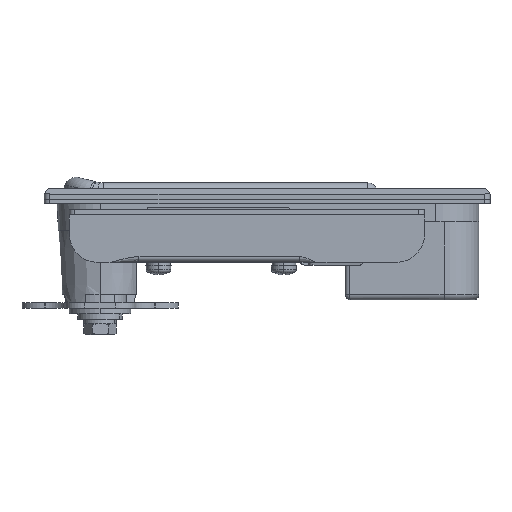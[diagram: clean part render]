
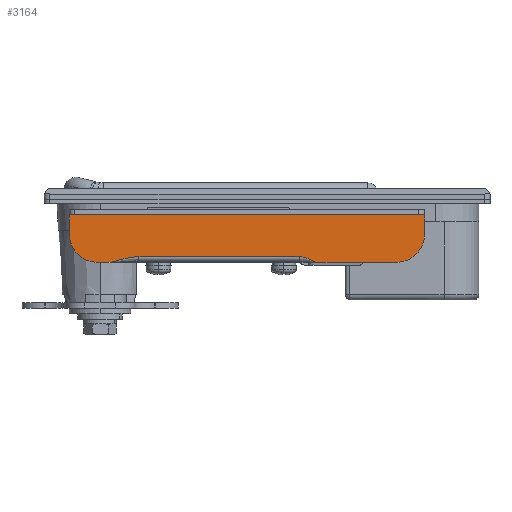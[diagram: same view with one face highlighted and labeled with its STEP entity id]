
A CAD part, left-side view. The second image highlights one B-rep face of the part: STEP entity #3164.
In plain terms, the highlighted planar face has unit normal (-1, 0, 0).
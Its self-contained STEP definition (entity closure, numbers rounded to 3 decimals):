
#238 = DIRECTION ( 'NONE',  ( 0., 0., -1. ) ) ;
#260 = LINE ( 'NONE', #17218, #2054 ) ;
#416 = EDGE_CURVE ( 'NONE', #11469, #16528, #11314, .T. ) ;
#537 = CARTESIAN_POINT ( 'NONE',  ( -18., -95.5, 15. ) ) ;
#684 = DIRECTION ( 'NONE',  ( 0., 0., -1. ) ) ;
#822 = EDGE_CURVE ( 'NONE', #19424, #14359, #260, .T. ) ;
#1096 = EDGE_CURVE ( 'NONE', #1515, #19424, #19358, .T. ) ;
#1229 = CARTESIAN_POINT ( 'NONE',  ( -18., 32., 15. ) ) ;
#1451 = CARTESIAN_POINT ( 'NONE',  ( -18., 32., 8. ) ) ;
#1515 = VERTEX_POINT ( 'NONE', #19960 ) ;
#2054 = VECTOR ( 'NONE', #7294, 1000. ) ;
#2088 = CARTESIAN_POINT ( 'NONE',  ( -18., 32., 15. ) ) ;
#2145 = ORIENTED_EDGE ( 'NONE', *, *, #5381, .T. ) ;
#2813 = CARTESIAN_POINT ( 'NONE',  ( -18., -50.5, 17. ) ) ;
#2982 = ORIENTED_EDGE ( 'NONE', *, *, #1096, .T. ) ;
#3099 = VECTOR ( 'NONE', #238, 1000. ) ;
#3147 = VERTEX_POINT ( 'NONE', #1451 ) ;
#3164 = ADVANCED_FACE ( 'NONE', ( #14992 ), #11141, .F. ) ;
#3660 = DIRECTION ( 'NONE',  ( 0., -1., 0. ) ) ;
#5381 = EDGE_CURVE ( 'NONE', #15231, #8655, #18852, .T. ) ;
#5690 = CARTESIAN_POINT ( 'NONE',  ( -18., -95.5, 0. ) ) ;
#5912 = ORIENTED_EDGE ( 'NONE', *, *, #11657, .T. ) ;
#5914 = EDGE_LOOP ( 'NONE', ( #2145, #11454, #13345, #6717, #2982, #19849, #18660, #6369, #16276, #5912 ) ) ;
#5979 = CARTESIAN_POINT ( 'NONE',  ( -18., -50.5, 0. ) ) ;
#6114 = DIRECTION ( 'NONE',  ( 0., 0., -1. ) ) ;
#6369 = ORIENTED_EDGE ( 'NONE', *, *, #13448, .T. ) ;
#6717 = ORIENTED_EDGE ( 'NONE', *, *, #12241, .T. ) ;
#6885 = B_SPLINE_CURVE_WITH_KNOTS ( 'NONE', 3,
 ( #8599, #12055, #15468, #12131 ),
 .UNSPECIFIED., .F., .F.,
 ( 4, 4 ),
 ( 0.015, 0.025 ),
 .UNSPECIFIED. ) ;
#7294 = DIRECTION ( 'NONE',  ( 0., 1., 0. ) ) ;
#7338 = CARTESIAN_POINT ( 'NONE',  ( -18., 17., -2. ) ) ;
#7664 = CARTESIAN_POINT ( 'NONE',  ( -18., -56.5, -2. ) ) ;
#8530 = CARTESIAN_POINT ( 'NONE',  ( -18., 22., -2. ) ) ;
#8599 = CARTESIAN_POINT ( 'NONE',  ( -18., 17., -2. ) ) ;
#8655 = VERTEX_POINT ( 'NONE', #11064 ) ;
#8994 = DIRECTION ( 'NONE',  ( 0., 0., 1. ) ) ;
#9581 = LINE ( 'NONE', #9943, #18982 ) ;
#9943 = CARTESIAN_POINT ( 'NONE',  ( -18., -95.5, -2. ) ) ;
#9961 = AXIS2_PLACEMENT_3D ( 'NONE', #2813, #17916, #6114 ) ;
#10028 = DIRECTION ( 'NONE',  ( 0., 1., 0. ) ) ;
#10484 = CIRCLE ( 'NONE', #13349, 10. ) ;
#10489 = CARTESIAN_POINT ( 'NONE',  ( -18., -85.5, 8. ) ) ;
#10533 = EDGE_CURVE ( 'NONE', #14359, #3147, #18914, .T. ) ;
#10830 = VERTEX_POINT ( 'NONE', #7664 ) ;
#10991 = EDGE_CURVE ( 'NONE', #8655, #10830, #11708, .T. ) ;
#11064 = CARTESIAN_POINT ( 'NONE',  ( -18., -50.5, 0. ) ) ;
#11141 = PLANE ( 'NONE',  #9961 ) ;
#11314 = LINE ( 'NONE', #19958, #18364 ) ;
#11454 = ORIENTED_EDGE ( 'NONE', *, *, #10991, .T. ) ;
#11469 = VERTEX_POINT ( 'NONE', #8530 ) ;
#11607 = CARTESIAN_POINT ( 'NONE',  ( -18., 7., 0. ) ) ;
#11657 = EDGE_CURVE ( 'NONE', #16528, #15231, #6885, .T. ) ;
#11708 = B_SPLINE_CURVE_WITH_KNOTS ( 'NONE', 3,
 ( #13383, #19873, #16733, #13236 ),
 .UNSPECIFIED., .F., .F.,
 ( 4, 4 ),
 ( 0.051, 0.057 ),
 .UNSPECIFIED. ) ;
#12055 = CARTESIAN_POINT ( 'NONE',  ( -18., 13.667, -1. ) ) ;
#12131 = CARTESIAN_POINT ( 'NONE',  ( -18., 7., 0. ) ) ;
#12241 = EDGE_CURVE ( 'NONE', #16787, #1515, #10484, .T. ) ;
#12266 = AXIS2_PLACEMENT_3D ( 'NONE', #15462, #15531, #18909 ) ;
#13236 = CARTESIAN_POINT ( 'NONE',  ( -18., -56.5, -2. ) ) ;
#13345 = ORIENTED_EDGE ( 'NONE', *, *, #16165, .F. ) ;
#13349 = AXIS2_PLACEMENT_3D ( 'NONE', #10489, #15583, #684 ) ;
#13383 = CARTESIAN_POINT ( 'NONE',  ( -18., -50.5, 0. ) ) ;
#13448 = EDGE_CURVE ( 'NONE', #3147, #11469, #15940, .T. ) ;
#14359 = VERTEX_POINT ( 'NONE', #1229 ) ;
#14992 = FACE_OUTER_BOUND ( 'NONE', #5914, .T. ) ;
#15231 = VERTEX_POINT ( 'NONE', #11607 ) ;
#15462 = CARTESIAN_POINT ( 'NONE',  ( -18., 22., 8. ) ) ;
#15468 = CARTESIAN_POINT ( 'NONE',  ( -18., 10.333, 0. ) ) ;
#15531 = DIRECTION ( 'NONE',  ( -1., 0., 0. ) ) ;
#15583 = DIRECTION ( 'NONE',  ( -1., 0., 0. ) ) ;
#15940 = CIRCLE ( 'NONE', #12266, 10. ) ;
#15948 = DIRECTION ( 'NONE',  ( 0., -1., 0. ) ) ;
#16165 = EDGE_CURVE ( 'NONE', #16787, #10830, #9581, .T. ) ;
#16276 = ORIENTED_EDGE ( 'NONE', *, *, #416, .T. ) ;
#16528 = VERTEX_POINT ( 'NONE', #7338 ) ;
#16733 = CARTESIAN_POINT ( 'NONE',  ( -18., -54.5, -1. ) ) ;
#16787 = VERTEX_POINT ( 'NONE', #18128 ) ;
#17018 = VECTOR ( 'NONE', #15948, 1000. ) ;
#17218 = CARTESIAN_POINT ( 'NONE',  ( -18., -50.5, 15. ) ) ;
#17916 = DIRECTION ( 'NONE',  ( 1., 0., 0. ) ) ;
#18128 = CARTESIAN_POINT ( 'NONE',  ( -18., -85.5, -2. ) ) ;
#18364 = VECTOR ( 'NONE', #3660, 1000. ) ;
#18660 = ORIENTED_EDGE ( 'NONE', *, *, #10533, .T. ) ;
#18852 = LINE ( 'NONE', #5979, #17018 ) ;
#18909 = DIRECTION ( 'NONE',  ( 0., 0., -1. ) ) ;
#18914 = LINE ( 'NONE', #2088, #3099 ) ;
#18982 = VECTOR ( 'NONE', #10028, 1000. ) ;
#19358 = LINE ( 'NONE', #5690, #19628 ) ;
#19424 = VERTEX_POINT ( 'NONE', #537 ) ;
#19628 = VECTOR ( 'NONE', #8994, 1000. ) ;
#19849 = ORIENTED_EDGE ( 'NONE', *, *, #822, .T. ) ;
#19873 = CARTESIAN_POINT ( 'NONE',  ( -18., -52.5, 0. ) ) ;
#19958 = CARTESIAN_POINT ( 'NONE',  ( -18., 32., -2. ) ) ;
#19960 = CARTESIAN_POINT ( 'NONE',  ( -18., -95.5, 8. ) ) ;
